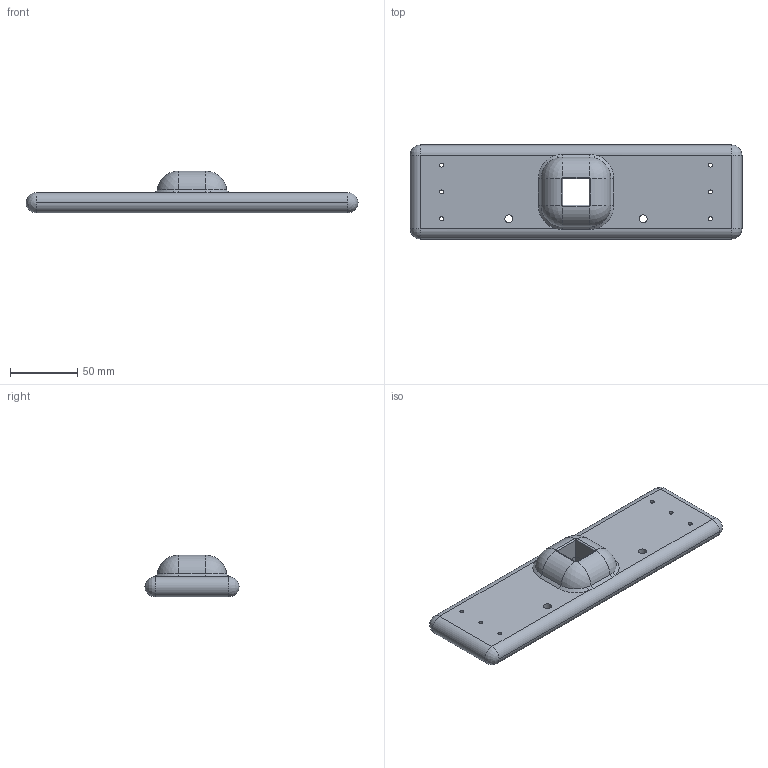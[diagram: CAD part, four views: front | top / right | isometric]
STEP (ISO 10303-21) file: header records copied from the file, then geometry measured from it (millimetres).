
FILE_DESCRIPTION(('FreeCAD Model'),'2;1');
FILE_NAME('Open CASCADE Shape Model','2024-05-24T12:42:47',(''),(''), 'Open CASCADE STEP processor 7.6','FreeCAD','Unknown');
FILE_SCHEMA(('AUTOMOTIVE_DESIGN { 1 0 10303 214 1 1 1 1 }'));
Length unit declared in the file: millimetre
Products named in the file (1): Mast
Bounding box: 247 x 70 x 30.99 mm (x, y, z)
Volume: 261417 mm3; surface area: 43926.5 mm2
Topology: 1 solids, 1 shells, 64 faces, 150 edges, 88 vertices
Faces by surface type: cylinder 26, plane 16, bspline 14, sphere 4, revolution 4
Full cylindrical faces by diameter (mm): 3 x6, 6 x2
Entity records: 2813 total; most frequent: CARTESIAN_POINT 1396, ORIENTED_EDGE 300, DIRECTION 255, EDGE_CURVE 150, AXIS2_PLACEMENT_3D 95, VERTEX_POINT 88, FACE_BOUND 82, EDGE_LOOP 82
